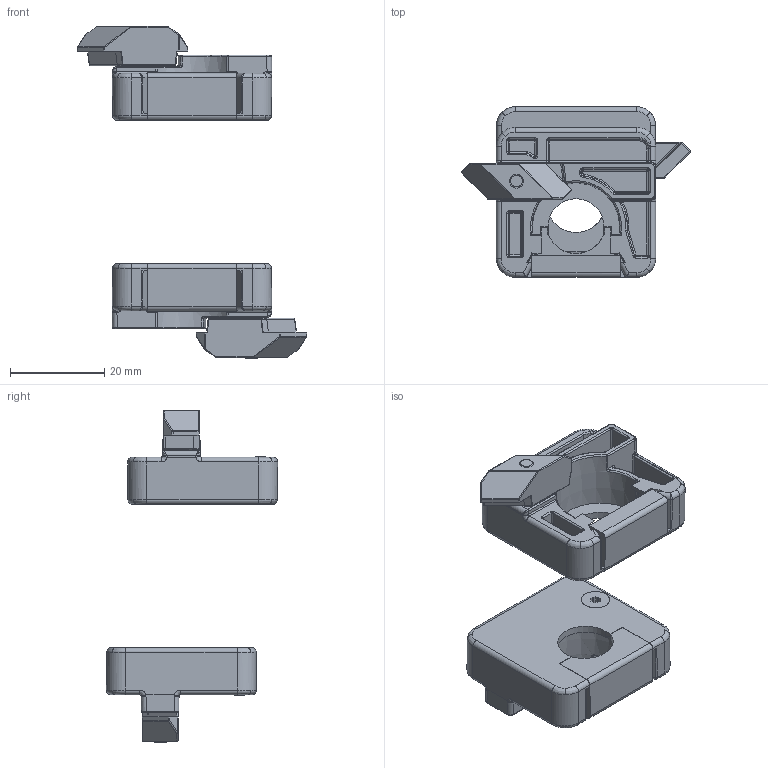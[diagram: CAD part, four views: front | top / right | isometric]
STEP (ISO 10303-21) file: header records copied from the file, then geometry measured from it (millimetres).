
FILE_DESCRIPTION(/* description */ ('KriTec Transportrolle TR32, Lagerblocksatz 8'),/* implementation_level */ '2;1');
FILE_NAME(/* name */ '10748_KriTec_Transportrolle_TR32_Lagerblocksatz_8.stp',/* time_stamp */ '2020-11-03T14:19:27+01:00',/* author */ ('jendrek'),/* organization */ (''),/* preprocessor_version */ 'ST-DEVELOPER v17',/* originating_system */ 'Autodesk Inventor 2018',/* authorisation */ '');
FILE_SCHEMA (('AUTOMOTIVE_DESIGN { 1 0 10303 214 3 1 1 }'));
Length unit declared in the file: millimetre
Products named in the file (5): 10748; 10748_1; 10748_0; 10748_2; 10478_3
Assembly tree (8 placements, depth 2):
  10748
    10748_1  x2
    10748_0  x2
    10748_2  x2
    10478_3  x2
Bounding box: 48.58 x 36.28 x 70.35 mm (x, y, z)
Volume: 14801.7 mm3; surface area: 12820.1 mm2
Topology: 8 solids, 8 shells, 972 faces, 2382 edges, 1334 vertices
Faces by surface type: cylinder 360, plane 272, bspline 156, sphere 124, torus 30, cone 30
Full cylindrical faces by diameter (mm): 2.5 x2, 3 x2, 6 x2
Entity records: 16502 total; most frequent: CARTESIAN_POINT 5344, DIRECTION 2393, ORIENTED_EDGE 2282, EDGE_CURVE 1141, AXIS2_PLACEMENT_3D 915, VERTEX_POINT 667, LINE 563, VECTOR 563
